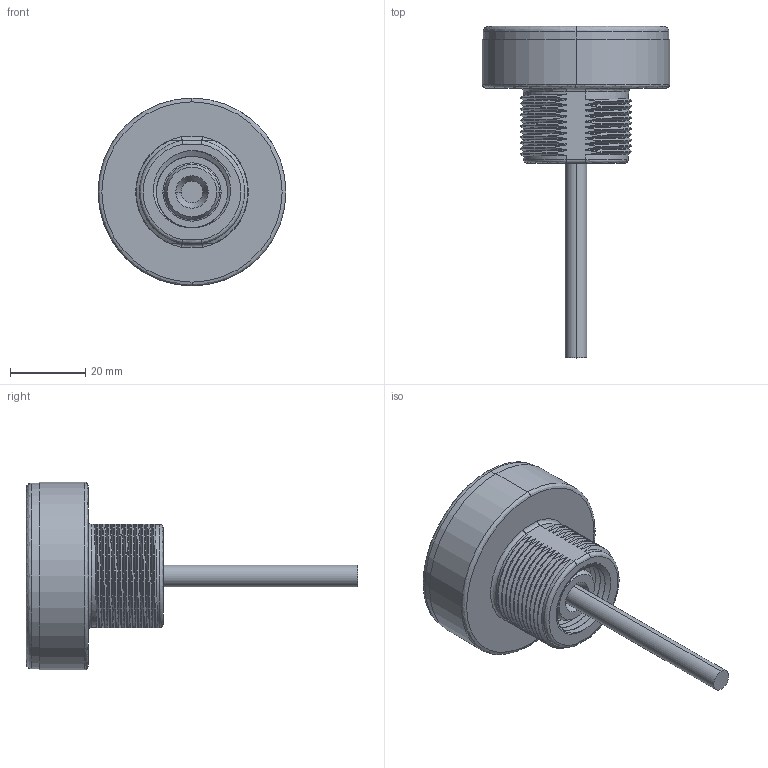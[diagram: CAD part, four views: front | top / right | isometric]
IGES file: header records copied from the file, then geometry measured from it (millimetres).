
Start section:  PTC IGES file: 151342.igs
Global section: file name: 151342.igs; native system: Pro/ENGINEER by Parametric Technology Corporation; preprocessor: 2009141; author: banengservice; organization: Unknown; date: 20100325.130859; units: inch
Bounding box: 50 x 88.4 x 50 mm (x, y, z)
Volume: 44368.9 mm3; surface area: 11582.7 mm2
Topology: 1 solids, 2 shells, 147 faces, 391 edges, 253 vertices
Faces by surface type: bspline 79, revolution 68
